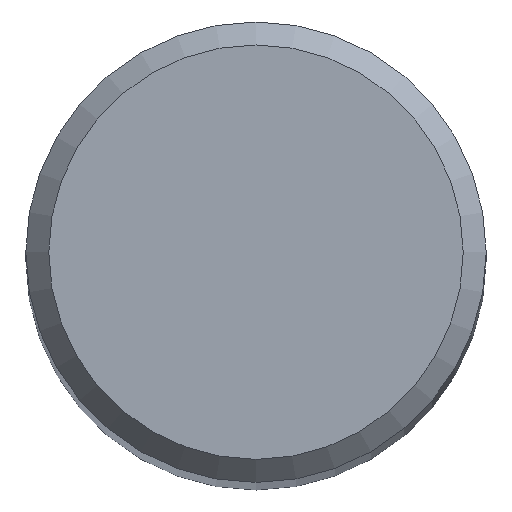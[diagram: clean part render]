
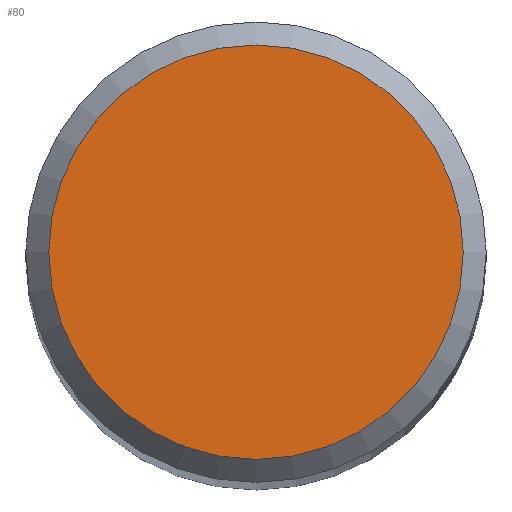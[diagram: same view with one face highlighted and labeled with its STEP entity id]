
A CAD part, top view. The second image highlights one B-rep face of the part: STEP entity #80.
In plain terms, the highlighted planar face has unit normal (0, 0, 1).
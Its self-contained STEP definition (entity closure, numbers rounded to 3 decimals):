
#59=PLANE('',#391);
#64=FACE_OUTER_BOUND('',#116,.T.);
#80=ADVANCED_FACE('',(#64),#59,.F.);
#116=EDGE_LOOP('',(#136));
#136=ORIENTED_EDGE('',*,*,#176,.F.);
#162=VERTEX_POINT('',#528);
#176=EDGE_CURVE('',#162,#162,#192,.T.);
#192=CIRCLE('',#390,1.8);
#390=AXIS2_PLACEMENT_3D('',#527,#452,#453);
#391=AXIS2_PLACEMENT_3D('',#529,#454,#455);
#452=DIRECTION('',(0.,0.,-1.));
#453=DIRECTION('',(-1.,0.,0.));
#454=DIRECTION('',(0.,0.,-1.));
#455=DIRECTION('',(-1.,0.,0.));
#527=CARTESIAN_POINT('',(0.,0.,0.));
#528=CARTESIAN_POINT('',(-1.8,0.,0.));
#529=CARTESIAN_POINT('',(0.,0.,0.));
